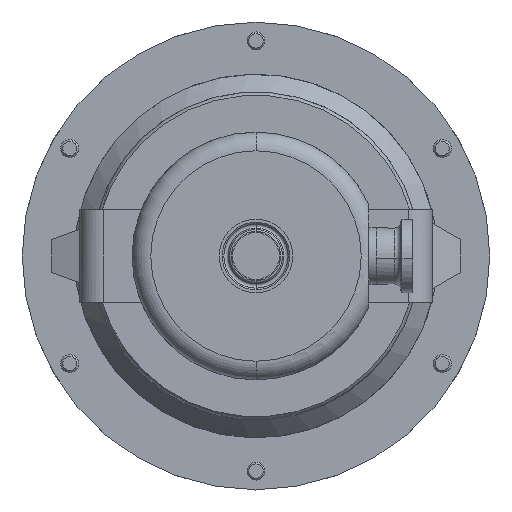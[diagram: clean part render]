
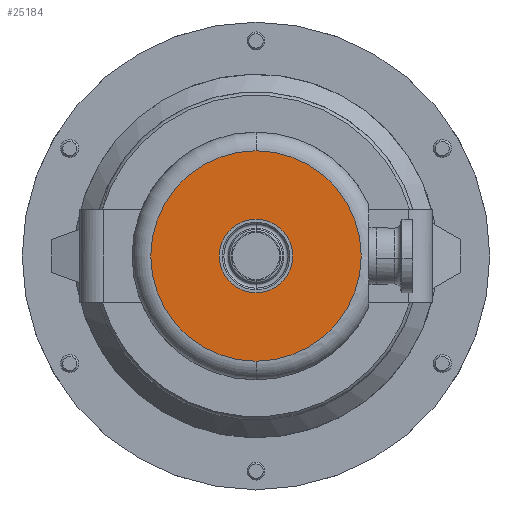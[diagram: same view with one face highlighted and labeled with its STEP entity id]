
A CAD part, front view. The second image highlights one B-rep face of the part: STEP entity #25184.
In plain terms, the highlighted planar face has unit normal (0, -1, 0).
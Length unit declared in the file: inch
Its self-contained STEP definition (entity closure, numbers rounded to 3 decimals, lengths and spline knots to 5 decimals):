
#481 = DIRECTION ( 'NONE',  ( 0., -1., 0. ) ) ;
#598 = DIRECTION ( 'NONE',  ( 0., 1., 0. ) ) ;
#1248 = EDGE_CURVE ( 'NONE', #21214, #1281, #10499, .T. ) ;
#1281 = VERTEX_POINT ( 'NONE', #22068 ) ;
#1650 = DIRECTION ( 'NONE',  ( 0., 0., -1. ) ) ;
#2117 = AXIS2_PLACEMENT_3D ( 'NONE', #19684, #598, #5147 ) ;
#2423 = DIRECTION ( 'NONE',  ( 0., 0., -1. ) ) ;
#2911 = EDGE_LOOP ( 'NONE', ( #13379, #21725 ) ) ;
#2986 = CARTESIAN_POINT ( 'NONE',  ( 0., -1.187, 0. ) ) ;
#5147 = DIRECTION ( 'NONE',  ( 0., 0., 1. ) ) ;
#5885 = EDGE_CURVE ( 'NONE', #18794, #8069, #26639, .T. ) ;
#6103 = CARTESIAN_POINT ( 'NONE',  ( 0., -1.187, 0. ) ) ;
#6203 = CARTESIAN_POINT ( 'NONE',  ( 1.656, -1.187, 0. ) ) ;
#6485 = FACE_BOUND ( 'NONE', #9093, .T. ) ;
#6558 = CARTESIAN_POINT ( 'NONE',  ( 0., -1.187, 1.406 ) ) ;
#8069 = VERTEX_POINT ( 'NONE', #15986 ) ;
#9093 = EDGE_LOOP ( 'NONE', ( #9255, #17815 ) ) ;
#9255 = ORIENTED_EDGE ( 'NONE', *, *, #1248, .T. ) ;
#10499 = CIRCLE ( 'NONE', #10730, 0.375 ) ;
#10730 = AXIS2_PLACEMENT_3D ( 'NONE', #2986, #11601, #19917 ) ;
#10888 = CARTESIAN_POINT ( 'NONE',  ( 0., -1.187, 0. ) ) ;
#11601 = DIRECTION ( 'NONE',  ( 0., 1., 0. ) ) ;
#11702 = CIRCLE ( 'NONE', #25876, 1.406 ) ;
#12133 = FACE_OUTER_BOUND ( 'NONE', #2911, .T. ) ;
#12241 = DIRECTION ( 'NONE',  ( 0., -1., 0. ) ) ;
#13379 = ORIENTED_EDGE ( 'NONE', *, *, #22742, .T. ) ;
#13380 = CARTESIAN_POINT ( 'NONE',  ( 0., -1.187, 0.375 ) ) ;
#15986 = CARTESIAN_POINT ( 'NONE',  ( 0., -1.187, -1.406 ) ) ;
#17815 = ORIENTED_EDGE ( 'NONE', *, *, #24123, .T. ) ;
#18794 = VERTEX_POINT ( 'NONE', #6558 ) ;
#18848 = PLANE ( 'NONE',  #24337 ) ;
#19623 = AXIS2_PLACEMENT_3D ( 'NONE', #6103, #24931, #27079 ) ;
#19684 = CARTESIAN_POINT ( 'NONE',  ( 0., -1.187, 0. ) ) ;
#19917 = DIRECTION ( 'NONE',  ( 0., 0., 1. ) ) ;
#20438 = CIRCLE ( 'NONE', #2117, 0.375 ) ;
#21214 = VERTEX_POINT ( 'NONE', #13380 ) ;
#21725 = ORIENTED_EDGE ( 'NONE', *, *, #5885, .T. ) ;
#22068 = CARTESIAN_POINT ( 'NONE',  ( 0., -1.187, -0.375 ) ) ;
#22742 = EDGE_CURVE ( 'NONE', #8069, #18794, #11702, .T. ) ;
#24123 = EDGE_CURVE ( 'NONE', #1281, #21214, #20438, .T. ) ;
#24337 = AXIS2_PLACEMENT_3D ( 'NONE', #6203, #12241, #1650 ) ;
#24931 = DIRECTION ( 'NONE',  ( 0., -1., 0. ) ) ;
#25184 = ADVANCED_FACE ( 'NONE', ( #12133, #6485 ), #18848, .T. ) ;
#25876 = AXIS2_PLACEMENT_3D ( 'NONE', #10888, #481, #2423 ) ;
#26639 = CIRCLE ( 'NONE', #19623, 1.406 ) ;
#27079 = DIRECTION ( 'NONE',  ( 0., 0., -1. ) ) ;
